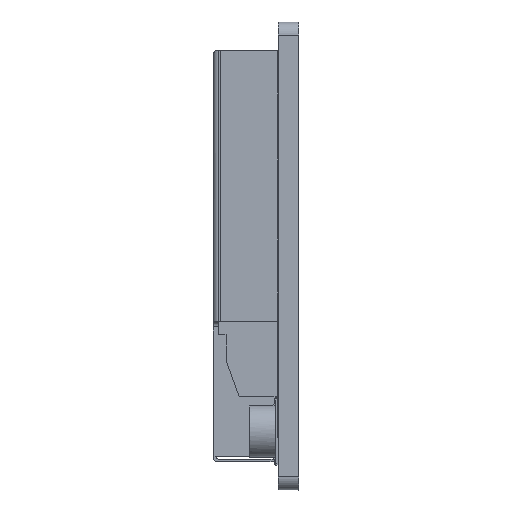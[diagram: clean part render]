
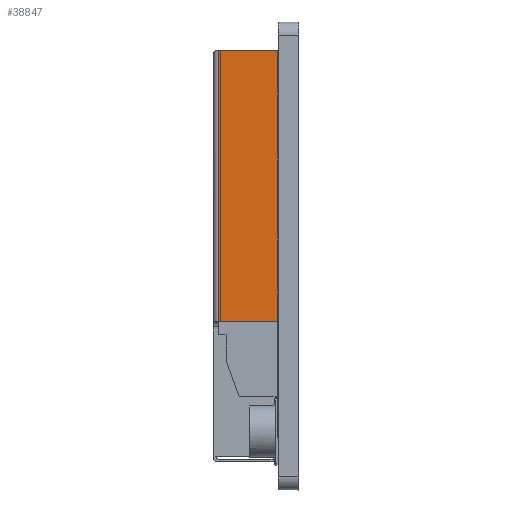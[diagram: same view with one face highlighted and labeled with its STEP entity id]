
A CAD part, left-side view. The second image highlights one B-rep face of the part: STEP entity #38847.
In plain terms, the highlighted planar face has unit normal (-1, 0, 0).
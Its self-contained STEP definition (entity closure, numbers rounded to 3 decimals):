
#34 = VECTOR ( 'NONE', #33963, 1000. ) ;
#86 = VECTOR ( 'NONE', #10451, 1000. ) ;
#2106 = AXIS2_PLACEMENT_3D ( 'NONE', #19683, #20092, #22876 ) ;
#4306 = LINE ( 'NONE', #40560, #21473 ) ;
#7075 = PLANE ( 'NONE',  #2106 ) ;
#7945 = CARTESIAN_POINT ( 'NONE',  ( -8.96, 3.3, -2.53 ) ) ;
#9606 = DIRECTION ( 'NONE',  ( 0., -1., 0. ) ) ;
#10451 = DIRECTION ( 'NONE',  ( 0., 0., 1. ) ) ;
#12066 = ORIENTED_EDGE ( 'NONE', *, *, #22040, .F. ) ;
#12501 = CARTESIAN_POINT ( 'NONE',  ( -8.96, 3.1, 7.92 ) ) ;
#13653 = LINE ( 'NONE', #14065, #86 ) ;
#14065 = CARTESIAN_POINT ( 'NONE',  ( -8.96, 0.8, 7.92 ) ) ;
#16124 = CARTESIAN_POINT ( 'NONE',  ( -8.96, 0.8, -2.53 ) ) ;
#16339 = VECTOR ( 'NONE', #9606, 1000. ) ;
#17678 = EDGE_LOOP ( 'NONE', ( #12066, #30498, #28502, #39707 ) ) ;
#19683 = CARTESIAN_POINT ( 'NONE',  ( -8.96, 3.3, 7.92 ) ) ;
#19855 = EDGE_CURVE ( 'NONE', #28569, #33717, #37578, .T. ) ;
#20092 = DIRECTION ( 'NONE',  ( 1., 0., 0. ) ) ;
#20727 = DIRECTION ( 'NONE',  ( 0., 0., -1. ) ) ;
#20732 = VERTEX_POINT ( 'NONE', #12501 ) ;
#21473 = VECTOR ( 'NONE', #20727, 1000. ) ;
#22040 = EDGE_CURVE ( 'NONE', #20732, #35112, #36450, .T. ) ;
#22876 = DIRECTION ( 'NONE',  ( 0., 0., -1. ) ) ;
#24028 = CARTESIAN_POINT ( 'NONE',  ( -8.96, 0.8, 7.92 ) ) ;
#26502 = FACE_OUTER_BOUND ( 'NONE', #17678, .T. ) ;
#28188 = EDGE_CURVE ( 'NONE', #20732, #28569, #4306, .T. ) ;
#28502 = ORIENTED_EDGE ( 'NONE', *, *, #19855, .T. ) ;
#28569 = VERTEX_POINT ( 'NONE', #33902 ) ;
#30498 = ORIENTED_EDGE ( 'NONE', *, *, #28188, .T. ) ;
#33717 = VERTEX_POINT ( 'NONE', #16124 ) ;
#33902 = CARTESIAN_POINT ( 'NONE',  ( -8.96, 3.1, -2.53 ) ) ;
#33963 = DIRECTION ( 'NONE',  ( 0., -1., 0. ) ) ;
#35112 = VERTEX_POINT ( 'NONE', #24028 ) ;
#36450 = LINE ( 'NONE', #39247, #16339 ) ;
#37578 = LINE ( 'NONE', #7945, #34 ) ;
#38847 = ADVANCED_FACE ( 'NONE', ( #26502 ), #7075, .F. ) ;
#39247 = CARTESIAN_POINT ( 'NONE',  ( -8.96, 3.3, 7.92 ) ) ;
#39666 = EDGE_CURVE ( 'NONE', #33717, #35112, #13653, .T. ) ;
#39707 = ORIENTED_EDGE ( 'NONE', *, *, #39666, .T. ) ;
#40560 = CARTESIAN_POINT ( 'NONE',  ( -8.96, 3.1, 7.92 ) ) ;
